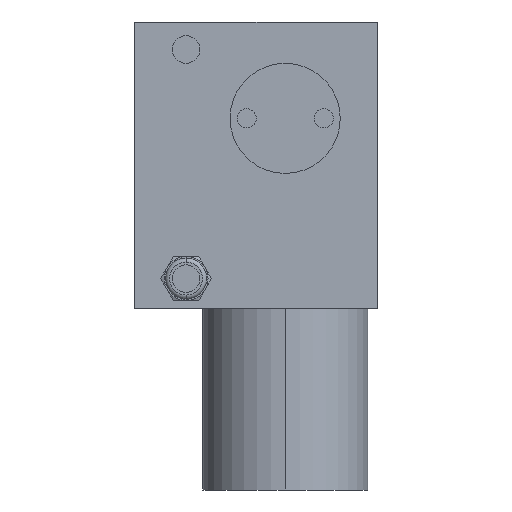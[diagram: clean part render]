
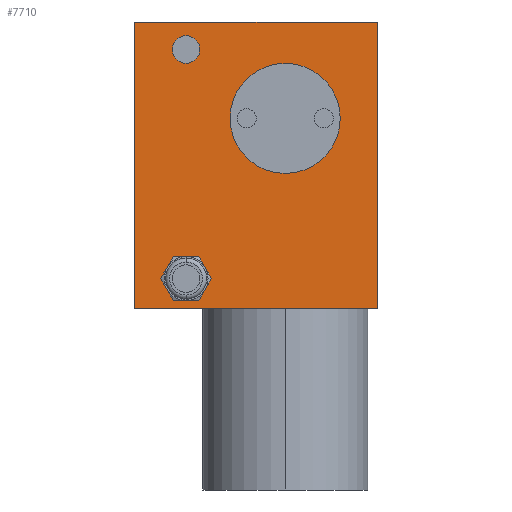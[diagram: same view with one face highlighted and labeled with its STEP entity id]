
A CAD part, left-side view. The second image highlights one B-rep face of the part: STEP entity #7710.
In plain terms, the highlighted planar face has unit normal (-1, 0, 0).
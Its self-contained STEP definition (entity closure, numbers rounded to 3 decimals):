
#1023=DIRECTION('',(0.,0.,1.));
#1024=VECTOR('',#1023,52.);
#1025=CARTESIAN_POINT('',(0.,44.,-52.));
#1026=LINE('',#1025,#1024);
#1067=DIRECTION('',(0.,-1.,0.));
#1068=VECTOR('',#1067,44.);
#1069=CARTESIAN_POINT('',(0.,44.,-52.));
#1070=LINE('',#1069,#1068);
#1071=DIRECTION('',(0.,1.,0.));
#1072=VECTOR('',#1071,44.);
#1073=CARTESIAN_POINT('',(0.,0.,0.));
#1074=LINE('',#1073,#1072);
#1075=DIRECTION('',(0.,0.,1.));
#1076=VECTOR('',#1075,52.);
#1077=CARTESIAN_POINT('',(0.,0.,-52.));
#1078=LINE('',#1077,#1076);
#1079=CARTESIAN_POINT('',(0.,16.7,-17.5));
#1080=DIRECTION('',(1.,0.,0.));
#1081=DIRECTION('',(0.,0.,-1.));
#1082=AXIS2_PLACEMENT_3D('',#1079,#1080,#1081);
#1084=CARTESIAN_POINT('',(0.,16.7,-17.5));
#1085=DIRECTION('',(1.,0.,0.));
#1086=DIRECTION('',(0.,0.,1.));
#1087=AXIS2_PLACEMENT_3D('',#1084,#1085,#1086);
#1089=CARTESIAN_POINT('',(0.,34.7,-5.));
#1090=DIRECTION('',(1.,0.,0.));
#1091=DIRECTION('',(0.,0.,-1.));
#1092=AXIS2_PLACEMENT_3D('',#1089,#1090,#1091);
#1094=CARTESIAN_POINT('',(0.,34.7,-5.));
#1095=DIRECTION('',(1.,0.,0.));
#1096=DIRECTION('',(0.,0.,1.));
#1097=AXIS2_PLACEMENT_3D('',#1094,#1095,#1096);
#1099=CARTESIAN_POINT('',(0.,34.7,-46.6));
#1100=DIRECTION('',(-1.,0.,0.));
#1101=DIRECTION('',(0.,-0.866,0.5));
#1102=AXIS2_PLACEMENT_3D('',#1099,#1100,#1101);
#1104=CARTESIAN_POINT('',(0.,34.7,-46.6));
#1105=DIRECTION('',(-1.,0.,0.));
#1106=DIRECTION('',(0.,0.,1.));
#1107=AXIS2_PLACEMENT_3D('',#1104,#1105,#1106);
#1109=CARTESIAN_POINT('',(0.,34.7,-46.6));
#1110=DIRECTION('',(-1.,0.,0.));
#1111=DIRECTION('',(0.,0.866,0.5));
#1112=AXIS2_PLACEMENT_3D('',#1109,#1110,#1111);
#1114=CARTESIAN_POINT('',(0.,34.7,-46.6));
#1115=DIRECTION('',(-1.,0.,0.));
#1116=DIRECTION('',(0.,0.866,-0.5));
#1117=AXIS2_PLACEMENT_3D('',#1114,#1115,#1116);
#1119=CARTESIAN_POINT('',(0.,34.7,-46.6));
#1120=DIRECTION('',(-1.,0.,0.));
#1121=DIRECTION('',(0.,0.,-1.));
#1122=AXIS2_PLACEMENT_3D('',#1119,#1120,#1121);
#1124=CARTESIAN_POINT('',(0.,34.7,-46.6));
#1125=DIRECTION('',(-1.,0.,0.));
#1126=DIRECTION('',(0.,-0.866,-0.5));
#1127=AXIS2_PLACEMENT_3D('',#1124,#1125,#1126);
#5239=CARTESIAN_POINT('',(0.,0.,-52.));
#5240=VERTEX_POINT('',#5239);
#5241=CARTESIAN_POINT('',(0.,44.,-52.));
#5242=VERTEX_POINT('',#5241);
#5271=CARTESIAN_POINT('',(0.,0.,0.));
#5272=VERTEX_POINT('',#5271);
#5273=CARTESIAN_POINT('',(0.,44.,0.));
#5274=VERTEX_POINT('',#5273);
#5981=CARTESIAN_POINT('',(0.,16.7,-27.5));
#5982=CARTESIAN_POINT('',(0.,16.7,-7.5));
#5983=VERTEX_POINT('',#5981);
#5984=VERTEX_POINT('',#5982);
#5985=CARTESIAN_POINT('',(0.,34.7,-7.5));
#5986=CARTESIAN_POINT('',(0.,34.7,-2.5));
#5987=VERTEX_POINT('',#5985);
#5988=VERTEX_POINT('',#5986);
#6753=CARTESIAN_POINT('',(0.,31.236,-44.6));
#6754=CARTESIAN_POINT('',(0.,34.7,-42.6));
#6755=VERTEX_POINT('',#6753);
#6756=VERTEX_POINT('',#6754);
#6757=CARTESIAN_POINT('',(0.,38.164,-48.6));
#6758=CARTESIAN_POINT('',(0.,34.7,-50.6));
#6759=VERTEX_POINT('',#6757);
#6760=VERTEX_POINT('',#6758);
#6761=CARTESIAN_POINT('',(0.,31.236,-48.6));
#6762=VERTEX_POINT('',#6761);
#6763=CARTESIAN_POINT('',(0.,38.164,-44.6));
#6764=VERTEX_POINT('',#6763);
#7672=CARTESIAN_POINT('',(0.,22.,-26.));
#7673=DIRECTION('',(1.,0.,0.));
#7674=DIRECTION('',(0.,-1.,0.));
#7675=AXIS2_PLACEMENT_3D('',#7672,#7673,#7674);
#7676=PLANE('',#7675);
#7677=ORIENTED_EDGE('',*,*,#7510,.F.);
#7678=ORIENTED_EDGE('',*,*,#7643,.T.);
#7679=ORIENTED_EDGE('',*,*,#6800,.F.);
#7681=ORIENTED_EDGE('',*,*,#7680,.F.);
#7682=EDGE_LOOP('',(#7677,#7678,#7679,#7681));
#7683=FACE_OUTER_BOUND('',#7682,.F.);
#7685=ORIENTED_EDGE('',*,*,#7684,.F.);
#7687=ORIENTED_EDGE('',*,*,#7686,.F.);
#7688=EDGE_LOOP('',(#7685,#7687));
#7689=FACE_BOUND('',#7688,.F.);
#7691=ORIENTED_EDGE('',*,*,#7690,.F.);
#7693=ORIENTED_EDGE('',*,*,#7692,.F.);
#7694=EDGE_LOOP('',(#7691,#7693));
#7695=FACE_BOUND('',#7694,.F.);
#7697=ORIENTED_EDGE('',*,*,#7696,.T.);
#7699=ORIENTED_EDGE('',*,*,#7698,.T.);
#7701=ORIENTED_EDGE('',*,*,#7700,.T.);
#7703=ORIENTED_EDGE('',*,*,#7702,.T.);
#7705=ORIENTED_EDGE('',*,*,#7704,.T.);
#7707=ORIENTED_EDGE('',*,*,#7706,.T.);
#7708=EDGE_LOOP('',(#7697,#7699,#7701,#7703,#7705,#7707));
#7709=FACE_BOUND('',#7708,.F.);
#7710=ADVANCED_FACE('',(#7683,#7689,#7695,#7709),#7676,.F.);
#1083=CIRCLE('',#1082,10.);
#1088=CIRCLE('',#1087,10.);
#1093=CIRCLE('',#1092,2.5);
#1098=CIRCLE('',#1097,2.5);
#1103=CIRCLE('',#1102,4.);
#1108=CIRCLE('',#1107,4.);
#1113=CIRCLE('',#1112,4.);
#1118=CIRCLE('',#1117,4.);
#1123=CIRCLE('',#1122,4.);
#1128=CIRCLE('',#1127,4.);
#6800=EDGE_CURVE('',#5272,#5274,#1074,.T.);
#7510=EDGE_CURVE('',#5242,#5240,#1070,.T.);
#7643=EDGE_CURVE('',#5242,#5274,#1026,.T.);
#7680=EDGE_CURVE('',#5240,#5272,#1078,.T.);
#7684=EDGE_CURVE('',#5983,#5984,#1083,.T.);
#7686=EDGE_CURVE('',#5984,#5983,#1088,.T.);
#7690=EDGE_CURVE('',#5987,#5988,#1093,.T.);
#7692=EDGE_CURVE('',#5988,#5987,#1098,.T.);
#7696=EDGE_CURVE('',#6755,#6756,#1103,.T.);
#7698=EDGE_CURVE('',#6756,#6764,#1108,.T.);
#7700=EDGE_CURVE('',#6764,#6759,#1113,.T.);
#7702=EDGE_CURVE('',#6759,#6760,#1118,.T.);
#7704=EDGE_CURVE('',#6760,#6762,#1123,.T.);
#7706=EDGE_CURVE('',#6762,#6755,#1128,.T.);
